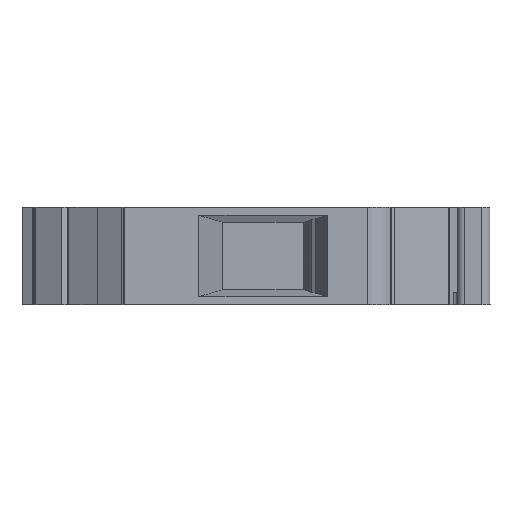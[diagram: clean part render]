
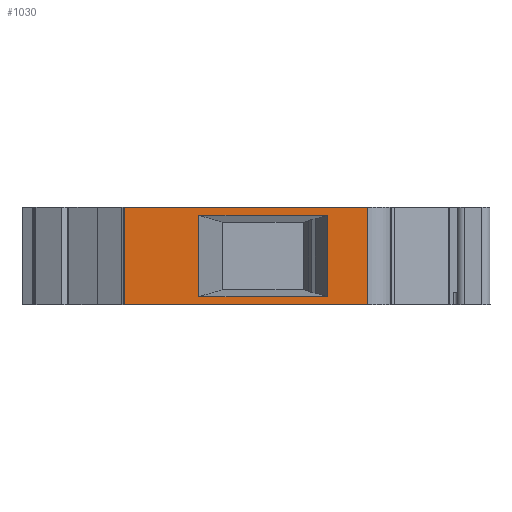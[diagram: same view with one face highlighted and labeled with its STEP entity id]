
A CAD part, left-side view. The second image highlights one B-rep face of the part: STEP entity #1030.
In plain terms, the highlighted planar face has unit normal (-1, 0, 0).
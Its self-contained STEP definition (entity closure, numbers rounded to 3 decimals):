
#10 = EDGE_CURVE ( 'NONE', #6023, #5948, #2161, .T. ) ;
#502 = VECTOR ( 'NONE', #5348, 1000. ) ;
#530 = LINE ( 'NONE', #5969, #502 ) ;
#554 = LINE ( 'NONE', #943, #606 ) ;
#606 = VECTOR ( 'NONE', #6419, 1000. ) ;
#638 = AXIS2_PLACEMENT_3D ( 'NONE', #4224, #4063, #4049 ) ;
#943 = CARTESIAN_POINT ( 'NONE',  ( -26.4, -29.855, 12. ) ) ;
#1030 = ADVANCED_FACE ( 'NONE', ( #6553, #6563 ), #4104, .F. ) ;
#1067 = EDGE_CURVE ( 'NONE', #5850, #7043, #6454, .T. ) ;
#1110 = EDGE_CURVE ( 'NONE', #5701, #5850, #6334, .T. ) ;
#1196 = EDGE_CURVE ( 'NONE', #5982, #6117, #6217, .T. ) ;
#1230 = EDGE_CURVE ( 'NONE', #6117, #6023, #6127, .T. ) ;
#1477 = DIRECTION ( 'NONE',  ( 0., 0., 1. ) ) ;
#1600 = CARTESIAN_POINT ( 'NONE',  ( -26.4, -24.927, 12. ) ) ;
#1762 = CARTESIAN_POINT ( 'NONE',  ( -26.4, -29.855, 1. ) ) ;
#1816 = DIRECTION ( 'NONE',  ( 0., -1., 0. ) ) ;
#1866 = CARTESIAN_POINT ( 'NONE',  ( -26.4, -29.855, 12. ) ) ;
#2154 = VECTOR ( 'NONE', #3344, 1000. ) ;
#2161 = LINE ( 'NONE', #3555, #2154 ) ;
#2282 = ORIENTED_EDGE ( 'NONE', *, *, #1230, .F. ) ;
#2305 = ORIENTED_EDGE ( 'NONE', *, *, #1196, .F. ) ;
#2317 = ORIENTED_EDGE ( 'NONE', *, *, #6805, .F. ) ;
#2385 = ORIENTED_EDGE ( 'NONE', *, *, #10, .F. ) ;
#2395 = ORIENTED_EDGE ( 'NONE', *, *, #5601, .F. ) ;
#2451 = ORIENTED_EDGE ( 'NONE', *, *, #1067, .F. ) ;
#2465 = ORIENTED_EDGE ( 'NONE', *, *, #1110, .F. ) ;
#2479 = ORIENTED_EDGE ( 'NONE', *, *, #5631, .T. ) ;
#2946 = DIRECTION ( 'NONE',  ( 0., 0., 1. ) ) ;
#2954 = CARTESIAN_POINT ( 'NONE',  ( -26.4, -0.068, 12. ) ) ;
#3185 = CARTESIAN_POINT ( 'NONE',  ( -26.4, -0.068, 12. ) ) ;
#3273 = CARTESIAN_POINT ( 'NONE',  ( -26.4, -0.068, 0. ) ) ;
#3344 = DIRECTION ( 'NONE',  ( 0., 1., 0. ) ) ;
#3488 = DIRECTION ( 'NONE',  ( 0., -1., 0. ) ) ;
#3501 = CARTESIAN_POINT ( 'NONE',  ( -26.4, 11.3, 12. ) ) ;
#3555 = CARTESIAN_POINT ( 'NONE',  ( -26.4, -29.855, 11. ) ) ;
#3729 = CARTESIAN_POINT ( 'NONE',  ( -26.4, -24.927, 11. ) ) ;
#4049 = DIRECTION ( 'NONE',  ( 0., 0., -1. ) ) ;
#4063 = DIRECTION ( 'NONE',  ( 1., 0., 0. ) ) ;
#4070 = CARTESIAN_POINT ( 'NONE',  ( -26.4, -29.855, 0. ) ) ;
#4104 = PLANE ( 'NONE',  #638 ) ;
#4224 = CARTESIAN_POINT ( 'NONE',  ( -26.4, -29.855, 12. ) ) ;
#5002 = EDGE_LOOP ( 'NONE', ( #2282, #2305, #2317, #2385 ) ) ;
#5030 = CARTESIAN_POINT ( 'NONE',  ( -26.4, -9.154, 12. ) ) ;
#5039 = DIRECTION ( 'NONE',  ( 0., 0., -1. ) ) ;
#5348 = DIRECTION ( 'NONE',  ( 0., -1., 0. ) ) ;
#5544 = VECTOR ( 'NONE', #5039, 1000. ) ;
#5570 = EDGE_LOOP ( 'NONE', ( #2395, #2451, #2465, #2479 ) ) ;
#5601 = EDGE_CURVE ( 'NONE', #7043, #6228, #554, .T. ) ;
#5605 = LINE ( 'NONE', #5030, #5544 ) ;
#5631 = EDGE_CURVE ( 'NONE', #5701, #6228, #530, .T. ) ;
#5701 = VERTEX_POINT ( 'NONE', #3273 ) ;
#5850 = VERTEX_POINT ( 'NONE', #3185 ) ;
#5948 = VERTEX_POINT ( 'NONE', #6418 ) ;
#5969 = CARTESIAN_POINT ( 'NONE',  ( -26.4, -29.855, 0. ) ) ;
#5982 = VERTEX_POINT ( 'NONE', #6897 ) ;
#5986 = CARTESIAN_POINT ( 'NONE',  ( -26.4, -24.927, 1. ) ) ;
#6023 = VERTEX_POINT ( 'NONE', #3729 ) ;
#6117 = VERTEX_POINT ( 'NONE', #5986 ) ;
#6118 = VECTOR ( 'NONE', #1477, 1000. ) ;
#6127 = LINE ( 'NONE', #1600, #6118 ) ;
#6175 = VECTOR ( 'NONE', #1816, 1000. ) ;
#6217 = LINE ( 'NONE', #1762, #6175 ) ;
#6228 = VERTEX_POINT ( 'NONE', #4070 ) ;
#6334 = LINE ( 'NONE', #2954, #6343 ) ;
#6343 = VECTOR ( 'NONE', #2946, 1000. ) ;
#6418 = CARTESIAN_POINT ( 'NONE',  ( -26.4, -9.154, 11. ) ) ;
#6419 = DIRECTION ( 'NONE',  ( 0., 0., -1. ) ) ;
#6454 = LINE ( 'NONE', #3501, #6461 ) ;
#6461 = VECTOR ( 'NONE', #3488, 1000. ) ;
#6553 = FACE_BOUND ( 'NONE', #5002, .T. ) ;
#6563 = FACE_OUTER_BOUND ( 'NONE', #5570, .T. ) ;
#6805 = EDGE_CURVE ( 'NONE', #5948, #5982, #5605, .T. ) ;
#6897 = CARTESIAN_POINT ( 'NONE',  ( -26.4, -9.154, 1. ) ) ;
#7043 = VERTEX_POINT ( 'NONE', #1866 ) ;
